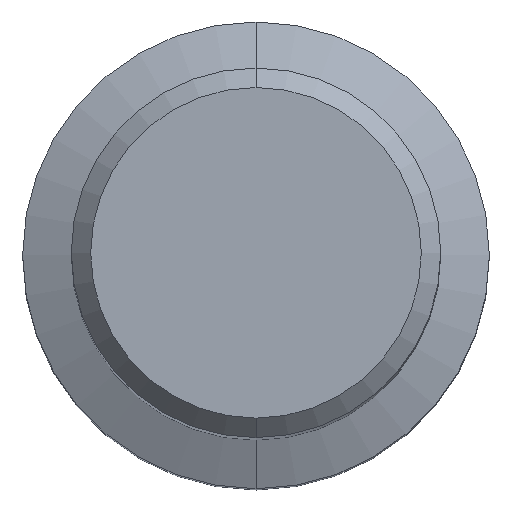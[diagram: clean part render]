
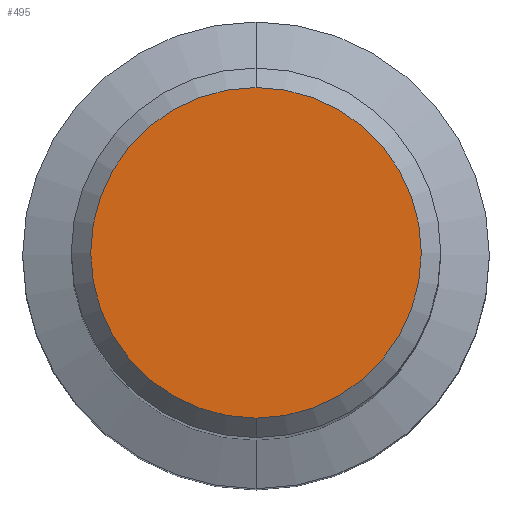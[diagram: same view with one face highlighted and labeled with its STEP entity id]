
A CAD part, top view. The second image highlights one B-rep face of the part: STEP entity #495.
In plain terms, the highlighted planar face has unit normal (0, 0, 1).
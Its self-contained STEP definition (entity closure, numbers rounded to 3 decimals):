
#249=EDGE_CURVE('',#509,#337,#612,.T.);
#337=VERTEX_POINT('',#709);
#419=EDGE_CURVE('',#337,#509,#800,.T.);
#495=ADVANCED_FACE('',(#881),#882,.T.);
#509=VERTEX_POINT('',#897);
#612=CIRCLE('',#1008,8.5);
#709=CARTESIAN_POINT('',(0.,-8.5,0.0));
#800=CIRCLE('',#1457,8.5);
#881=FACE_OUTER_BOUND('',#1643,.T.);
#882=PLANE('',#1644);
#897=CARTESIAN_POINT('',(0.0,8.5,0.0));
#1008=AXIS2_PLACEMENT_3D('',#1794,#1795,#1796);
#1457=AXIS2_PLACEMENT_3D('',#1999,#2000,#2001);
#1643=EDGE_LOOP('',(#2076,#2077));
#1644=AXIS2_PLACEMENT_3D('',#2078,#2079,#2080);
#1794=CARTESIAN_POINT('',(0.0,0.0,0.0));
#1795=DIRECTION('',(0.0,0.0,-1.0));
#1796=DIRECTION('',(0.0,1.0,0.0));
#1999=CARTESIAN_POINT('',(0.0,0.0,0.0));
#2000=DIRECTION('',(0.0,0.0,-1.0));
#2001=DIRECTION('',(0.0,1.0,0.0));
#2076=ORIENTED_EDGE('',*,*,#249,.F.);
#2077=ORIENTED_EDGE('',*,*,#419,.F.);
#2078=CARTESIAN_POINT('',(0.0,4.25,0.0));
#2079=DIRECTION('',(-0.0,0.0,1.0));
#2080=DIRECTION('',(0.0,-1.0,0.0));
